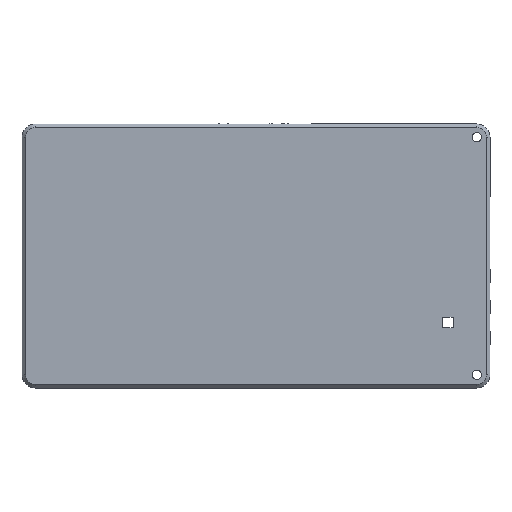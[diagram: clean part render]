
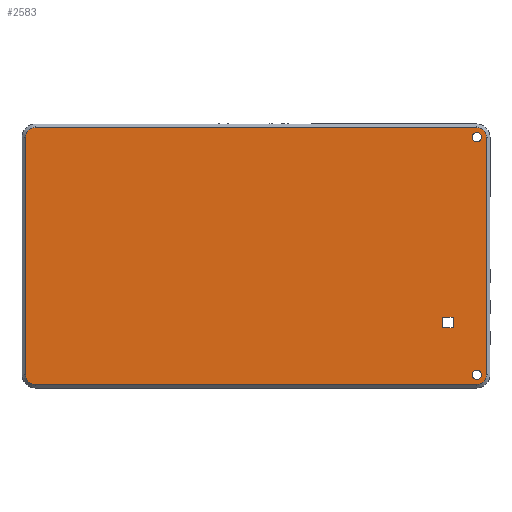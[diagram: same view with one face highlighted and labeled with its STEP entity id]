
A CAD part, front view. The second image highlights one B-rep face of the part: STEP entity #2583.
In plain terms, the highlighted planar face has unit normal (0, -1, 0).
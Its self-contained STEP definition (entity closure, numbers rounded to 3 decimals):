
#836 = ORIENTED_EDGE ( 'NONE', *, *, #1360, .T. ) ;
#865 = ORIENTED_EDGE ( 'NONE', *, *, #1350, .T. ) ;
#876 = ORIENTED_EDGE ( 'NONE', *, *, #1332, .T. ) ;
#877 = ORIENTED_EDGE ( 'NONE', *, *, #1340, .T. ) ;
#898 = ORIENTED_EDGE ( 'NONE', *, *, #1325, .T. ) ;
#899 = ORIENTED_EDGE ( 'NONE', *, *, #1338, .T. ) ;
#914 = ORIENTED_EDGE ( 'NONE', *, *, #1353, .F. ) ;
#917 = ORIENTED_EDGE ( 'NONE', *, *, #1324, .T. ) ;
#919 = ORIENTED_EDGE ( 'NONE', *, *, #1355, .T. ) ;
#920 = ORIENTED_EDGE ( 'NONE', *, *, #1334, .T. ) ;
#921 = ORIENTED_EDGE ( 'NONE', *, *, #10187, .F. ) ;
#922 = ORIENTED_EDGE ( 'NONE', *, *, #10210, .F. ) ;
#933 = ORIENTED_EDGE ( 'NONE', *, *, #1323, .T. ) ;
#945 = ORIENTED_EDGE ( 'NONE', *, *, #1304, .T. ) ;
#948 = ORIENTED_EDGE ( 'NONE', *, *, #1349, .F. ) ;
#956 = ORIENTED_EDGE ( 'NONE', *, *, #1275, .T. ) ;
#1275 = EDGE_CURVE ( 'NONE', #2398, #2391, #1465, .T. ) ;
#1304 = EDGE_CURVE ( 'NONE', #2391, #2399, #1501, .T. ) ;
#1323 = EDGE_CURVE ( 'NONE', #2406, #2412, #1543, .T. ) ;
#1324 = EDGE_CURVE ( 'NONE', #2426, #2398, #1556, .T. ) ;
#1325 = EDGE_CURVE ( 'NONE', #2432, #2389, #1517, .T. ) ;
#1332 = EDGE_CURVE ( 'NONE', #2440, #2432, #1522, .T. ) ;
#1334 = EDGE_CURVE ( 'NONE', #2412, #2440, #1555, .T. ) ;
#1338 = EDGE_CURVE ( 'NONE', #2419, #2425, #1564, .T. ) ;
#1340 = EDGE_CURVE ( 'NONE', #2425, #2381, #1627, .T. ) ;
#1349 = EDGE_CURVE ( 'NONE', #2251, #2250, #1597, .T. ) ;
#1350 = EDGE_CURVE ( 'NONE', #2389, #2419, #1607, .T. ) ;
#1353 = EDGE_CURVE ( 'NONE', #2204, #2247, #1578, .T. ) ;
#1355 = EDGE_CURVE ( 'NONE', #2399, #2426, #1606, .T. ) ;
#1360 = EDGE_CURVE ( 'NONE', #2381, #2406, #1605, .T. ) ;
#1465 = LINE ( 'NONE', #6477, #1507 ) ;
#1501 = LINE ( 'NONE', #6638, #1504 ) ;
#1504 = VECTOR ( 'NONE', #6653, 1000. ) ;
#1507 = VECTOR ( 'NONE', #6487, 1000. ) ;
#1516 = VECTOR ( 'NONE', #3356, 1000. ) ;
#1517 = LINE ( 'NONE', #3297, #1531 ) ;
#1522 = CIRCLE ( 'NONE', #4008, 4. ) ;
#1531 = VECTOR ( 'NONE', #3308, 1000. ) ;
#1543 = CIRCLE ( 'NONE', #4010, 4. ) ;
#1546 = VECTOR ( 'NONE', #3270, 1000. ) ;
#1555 = LINE ( 'NONE', #3330, #1566 ) ;
#1556 = LINE ( 'NONE', #3262, #1546 ) ;
#1564 = LINE ( 'NONE', #3324, #1516 ) ;
#1566 = VECTOR ( 'NONE', #3319, 1000. ) ;
#1578 = CIRCLE ( 'NONE', #4031, 1.95 ) ;
#1579 = VECTOR ( 'NONE', #3375, 1000. ) ;
#1597 = CIRCLE ( 'NONE', #4038, 1.95 ) ;
#1605 = LINE ( 'NONE', #3398, #1629 ) ;
#1606 = LINE ( 'NONE', #3370, #1579 ) ;
#1607 = CIRCLE ( 'NONE', #4027, 4. ) ;
#1627 = CIRCLE ( 'NONE', #4054, 4. ) ;
#1629 = VECTOR ( 'NONE', #3383, 1000. ) ;
#1699 = FACE_BOUND ( 'NONE', #2105, .T. ) ;
#1704 = FACE_OUTER_BOUND ( 'NONE', #2037, .T. ) ;
#1711 = FACE_BOUND ( 'NONE', #2068, .T. ) ;
#1713 = FACE_BOUND ( 'NONE', #2103, .T. ) ;
#2037 = EDGE_LOOP ( 'NONE', ( #933, #920, #876, #898, #865, #899, #877, #836 ) ) ;
#2068 = EDGE_LOOP ( 'NONE', ( #917, #956, #945, #919 ) ) ;
#2103 = EDGE_LOOP ( 'NONE', ( #948, #922 ) ) ;
#2105 = EDGE_LOOP ( 'NONE', ( #914, #921 ) ) ;
#2204 = VERTEX_POINT ( 'NONE', #3664 ) ;
#2247 = VERTEX_POINT ( 'NONE', #3628 ) ;
#2250 = VERTEX_POINT ( 'NONE', #3652 ) ;
#2251 = VERTEX_POINT ( 'NONE', #3656 ) ;
#2381 = VERTEX_POINT ( 'NONE', #3771 ) ;
#2389 = VERTEX_POINT ( 'NONE', #3823 ) ;
#2391 = VERTEX_POINT ( 'NONE', #3845 ) ;
#2398 = VERTEX_POINT ( 'NONE', #3855 ) ;
#2399 = VERTEX_POINT ( 'NONE', #3824 ) ;
#2406 = VERTEX_POINT ( 'NONE', #3821 ) ;
#2412 = VERTEX_POINT ( 'NONE', #3857 ) ;
#2419 = VERTEX_POINT ( 'NONE', #3844 ) ;
#2425 = VERTEX_POINT ( 'NONE', #3835 ) ;
#2426 = VERTEX_POINT ( 'NONE', #3862 ) ;
#2432 = VERTEX_POINT ( 'NONE', #3876 ) ;
#2440 = VERTEX_POINT ( 'NONE', #3869 ) ;
#2583 = ADVANCED_FACE ( 'NONE', ( #1699, #1713, #1711, #1704 ), #4620, .F. ) ;
#3262 = CARTESIAN_POINT ( 'NONE',  ( 90.15, 0., -25.475 ) ) ;
#3270 = DIRECTION ( 'NONE',  ( 1., 0., 0. ) ) ;
#3279 = DIRECTION ( 'NONE',  ( 0., -1., 0. ) ) ;
#3281 = CARTESIAN_POINT ( 'NONE',  ( -79.5, 0., 49.5 ) ) ;
#3297 = CARTESIAN_POINT ( 'NONE',  ( -79.5, 0., -53.5 ) ) ;
#3298 = DIRECTION ( 'NONE',  ( 0., 0., 1. ) ) ;
#3308 = DIRECTION ( 'NONE',  ( 1., 0., 0. ) ) ;
#3316 = CARTESIAN_POINT ( 'NONE',  ( 104.5, 0., 49.5 ) ) ;
#3319 = DIRECTION ( 'NONE',  ( 0., 0., -1. ) ) ;
#3322 = DIRECTION ( 'NONE',  ( 0., 0., 1. ) ) ;
#3324 = CARTESIAN_POINT ( 'NONE',  ( 108.5, 0., -49.5 ) ) ;
#3329 = DIRECTION ( 'NONE',  ( 0., 0., 1. ) ) ;
#3330 = CARTESIAN_POINT ( 'NONE',  ( -83.5, 0., -49.5 ) ) ;
#3331 = DIRECTION ( 'NONE',  ( 0., -1., 0. ) ) ;
#3343 = DIRECTION ( 'NONE',  ( 0., -1., 0. ) ) ;
#3348 = DIRECTION ( 'NONE',  ( 0., -1., 0. ) ) ;
#3349 = DIRECTION ( 'NONE',  ( 0., 0., -1. ) ) ;
#3350 = CARTESIAN_POINT ( 'NONE',  ( 104.5, 0., -49.5 ) ) ;
#3351 = CARTESIAN_POINT ( 'NONE',  ( -79.5, 0., -49.5 ) ) ;
#3355 = CARTESIAN_POINT ( 'NONE',  ( 104.5, 0., 49.5 ) ) ;
#3356 = DIRECTION ( 'NONE',  ( 0., 0., 1. ) ) ;
#3357 = DIRECTION ( 'NONE',  ( 0., -1., 0. ) ) ;
#3358 = DIRECTION ( 'NONE',  ( 0., 0., 1. ) ) ;
#3365 = CARTESIAN_POINT ( 'NONE',  ( 104.5, 0., -49.5 ) ) ;
#3370 = CARTESIAN_POINT ( 'NONE',  ( 90.15, 0., -29.975 ) ) ;
#3372 = DIRECTION ( 'NONE',  ( 0., 0., -1. ) ) ;
#3375 = DIRECTION ( 'NONE',  ( 0., 0., 1. ) ) ;
#3383 = DIRECTION ( 'NONE',  ( -1., 0., 0. ) ) ;
#3392 = DIRECTION ( 'NONE',  ( 0., -1., 0. ) ) ;
#3398 = CARTESIAN_POINT ( 'NONE',  ( -79.5, 0., 53.5 ) ) ;
#3628 = CARTESIAN_POINT ( 'NONE',  ( 104.5, 0., -47.55 ) ) ;
#3652 = CARTESIAN_POINT ( 'NONE',  ( 104.5, 0., 51.45 ) ) ;
#3656 = CARTESIAN_POINT ( 'NONE',  ( 104.5, 0., 47.55 ) ) ;
#3664 = CARTESIAN_POINT ( 'NONE',  ( 104.5, 0., -51.45 ) ) ;
#3771 = CARTESIAN_POINT ( 'NONE',  ( 104.5, 0., 53.5 ) ) ;
#3821 = CARTESIAN_POINT ( 'NONE',  ( -79.5, 0., 53.5 ) ) ;
#3823 = CARTESIAN_POINT ( 'NONE',  ( 104.5, 0., -53.5 ) ) ;
#3824 = CARTESIAN_POINT ( 'NONE',  ( 90.15, 0., -29.975 ) ) ;
#3835 = CARTESIAN_POINT ( 'NONE',  ( 108.5, 0., 49.5 ) ) ;
#3844 = CARTESIAN_POINT ( 'NONE',  ( 108.5, 0., -49.5 ) ) ;
#3845 = CARTESIAN_POINT ( 'NONE',  ( 94.65, 0., -29.975 ) ) ;
#3855 = CARTESIAN_POINT ( 'NONE',  ( 94.65, 0., -25.475 ) ) ;
#3857 = CARTESIAN_POINT ( 'NONE',  ( -83.5, 0., 49.5 ) ) ;
#3862 = CARTESIAN_POINT ( 'NONE',  ( 90.15, 0., -25.475 ) ) ;
#3869 = CARTESIAN_POINT ( 'NONE',  ( -83.5, 0., -49.5 ) ) ;
#3876 = CARTESIAN_POINT ( 'NONE',  ( -79.5, 0., -53.5 ) ) ;
#4008 = AXIS2_PLACEMENT_3D ( 'NONE', #3351, #3331, #3329 ) ;
#4010 = AXIS2_PLACEMENT_3D ( 'NONE', #3281, #3279, #3298 ) ;
#4027 = AXIS2_PLACEMENT_3D ( 'NONE', #3350, #3357, #3358 ) ;
#4031 = AXIS2_PLACEMENT_3D ( 'NONE', #3365, #3392, #3372 ) ;
#4037 = AXIS2_PLACEMENT_3D ( 'NONE', #4566, #4567, #4660 ) ;
#4038 = AXIS2_PLACEMENT_3D ( 'NONE', #3355, #3348, #3349 ) ;
#4054 = AXIS2_PLACEMENT_3D ( 'NONE', #3316, #3343, #3322 ) ;
#4191 = AXIS2_PLACEMENT_3D ( 'NONE', #8693, #8699, #8702 ) ;
#4259 = AXIS2_PLACEMENT_3D ( 'NONE', #8778, #8754, #8748 ) ;
#4566 = CARTESIAN_POINT ( 'NONE',  ( -79.5, 0., -49.5 ) ) ;
#4567 = DIRECTION ( 'NONE',  ( 0., 1., 0. ) ) ;
#4620 = PLANE ( 'NONE',  #4037 ) ;
#4660 = DIRECTION ( 'NONE',  ( 0., 0., 1. ) ) ;
#6477 = CARTESIAN_POINT ( 'NONE',  ( 94.65, 0., -29.975 ) ) ;
#6487 = DIRECTION ( 'NONE',  ( 0., 0., -1. ) ) ;
#6638 = CARTESIAN_POINT ( 'NONE',  ( 90.15, 0., -29.975 ) ) ;
#6653 = DIRECTION ( 'NONE',  ( -1., 0., 0. ) ) ;
#8693 = CARTESIAN_POINT ( 'NONE',  ( 104.5, 0., -49.5 ) ) ;
#8699 = DIRECTION ( 'NONE',  ( 0., -1., 0. ) ) ;
#8702 = DIRECTION ( 'NONE',  ( 0., 0., -1. ) ) ;
#8748 = DIRECTION ( 'NONE',  ( 0., 0., -1. ) ) ;
#8754 = DIRECTION ( 'NONE',  ( 0., -1., 0. ) ) ;
#8778 = CARTESIAN_POINT ( 'NONE',  ( 104.5, 0., 49.5 ) ) ;
#9273 = CIRCLE ( 'NONE', #4191, 1.95 ) ;
#9355 = CIRCLE ( 'NONE', #4259, 1.95 ) ;
#10187 = EDGE_CURVE ( 'NONE', #2247, #2204, #9273, .T. ) ;
#10210 = EDGE_CURVE ( 'NONE', #2250, #2251, #9355, .T. ) ;
